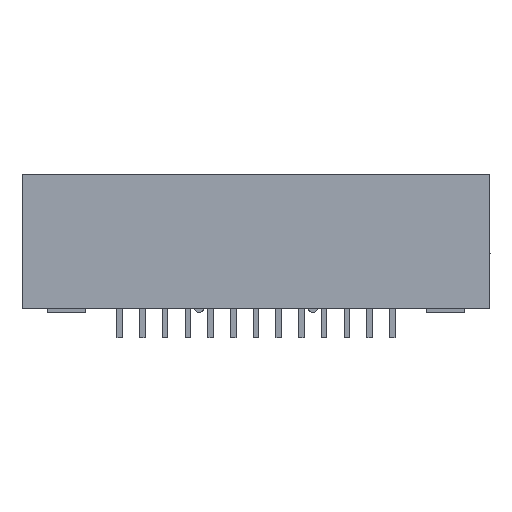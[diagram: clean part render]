
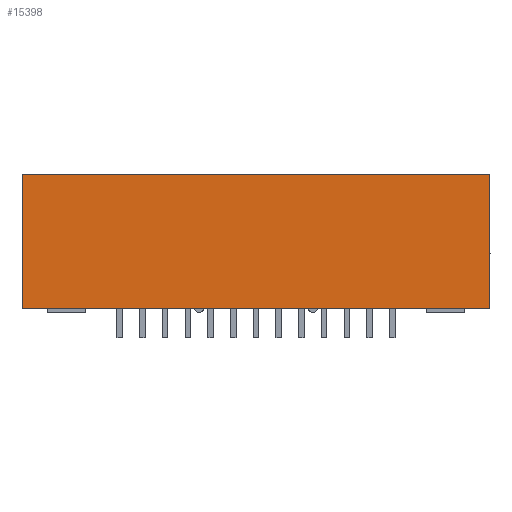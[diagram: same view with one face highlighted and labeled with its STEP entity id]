
A CAD part, front view. The second image highlights one B-rep face of the part: STEP entity #15398.
In plain terms, the highlighted planar face has unit normal (0, -1, 0).
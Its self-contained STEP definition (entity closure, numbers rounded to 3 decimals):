
#1008=FACE_OUTER_BOUND($,#1930,.T.);
#1930=EDGE_LOOP($,(#12204,#12205,#12206,#12207));
#3519=LINE($,#23696,#5479);
#3521=LINE($,#23702,#5481);
#3526=LINE($,#23710,#5486);
#3527=LINE($,#23712,#5487);
#5479=VECTOR($,#19448,52.324);
#5481=VECTOR($,#19452,52.324);
#5486=VECTOR($,#19461,14.986);
#5487=VECTOR($,#19464,14.986);
#7021=VERTEX_POINT($,#23690);
#7023=VERTEX_POINT($,#23694);
#7024=VERTEX_POINT($,#23698);
#7026=VERTEX_POINT($,#23701);
#8839=EDGE_CURVE($,#7021,#7023,#3519,.T.);
#8841=EDGE_CURVE($,#7026,#7024,#3521,.T.);
#8846=EDGE_CURVE($,#7023,#7026,#3526,.T.);
#8847=EDGE_CURVE($,#7021,#7024,#3527,.T.);
#12204=ORIENTED_EDGE($,*,*,#8847,.F.);
#12205=ORIENTED_EDGE($,*,*,#8839,.T.);
#12206=ORIENTED_EDGE($,*,*,#8846,.T.);
#12207=ORIENTED_EDGE($,*,*,#8841,.T.);
#14544=PLANE($,#16535);
#15398=ADVANCED_FACE($,(#1008),#14544,.T.);
#16535=AXIS2_PLACEMENT_3D($,#23711,#19462,#19463);
#19448=DIRECTION($,(-1.,0.,0.));
#19452=DIRECTION($,(1.,0.,0.));
#19461=DIRECTION($,(0.,0.,-1.));
#19462=DIRECTION('center_axis',(0.,-1.,0.));
#19463=DIRECTION('ref_axis',(0.,0.,-1.));
#19464=DIRECTION($,(0.,0.,-1.));
#23690=CARTESIAN_POINT('',(26.162,-5.309,15.494));
#23694=CARTESIAN_POINT('',(-26.162,-5.309,15.494));
#23696=CARTESIAN_POINT($,(0.,-5.309,15.494));
#23698=CARTESIAN_POINT('',(26.162,-5.309,0.508));
#23701=CARTESIAN_POINT('',(-26.162,-5.309,0.508));
#23702=CARTESIAN_POINT($,(0.,-5.309,0.508));
#23710=CARTESIAN_POINT($,(-26.162,-5.309,8.001));
#23711=CARTESIAN_POINT('Origin',(0.,-5.309,
8.001));
#23712=CARTESIAN_POINT($,(26.162,-5.309,8.001));
